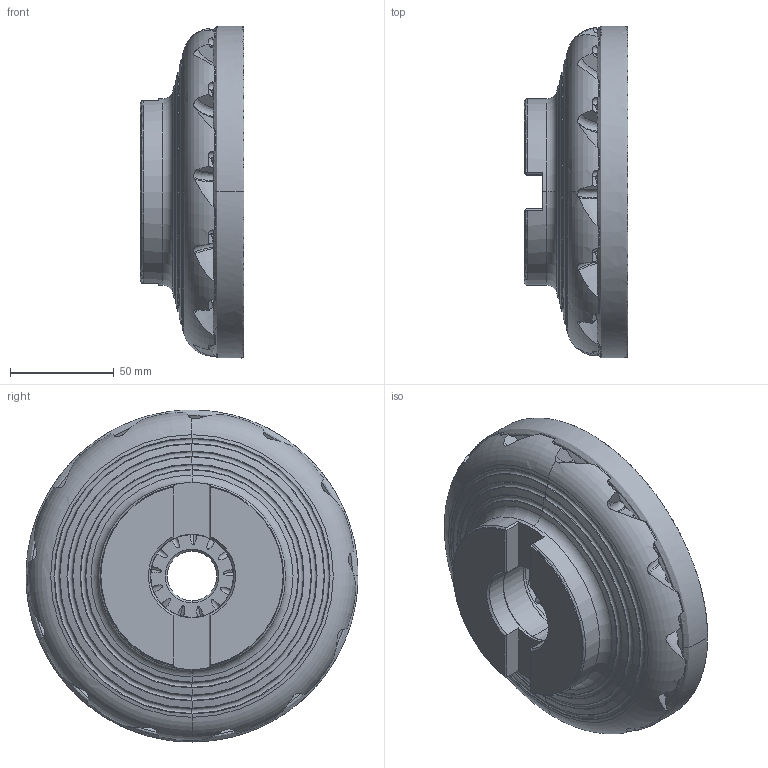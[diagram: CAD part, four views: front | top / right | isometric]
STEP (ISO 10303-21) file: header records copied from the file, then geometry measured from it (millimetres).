
FILE_DESCRIPTION (( 'STEP AP214' ), '1' );
FILE_NAME ('90PP_160_723_13.STEP', '2016-07-19T13:56:36', ( '' ), ( '' ), 'SwSTEP 2.0', 'SolidWorks 2016', '' );
FILE_SCHEMA (( 'AUTOMOTIVE_DESIGN' ));
Length unit declared in the file: millimetre
Products named in the file (1): 90PP_160_723_13
Bounding box: 50.04 x 159.99 x 160 mm (x, y, z)
Volume: 613647.2 mm3; surface area: 76970.2 mm2
Topology: 1 solids, 1 shells, 917 faces, 2865 edges, 1834 vertices
Faces by surface type: cylinder 379, plane 279, torus 91, cone 85, sphere 65, bspline 18
Entity records: 40007 total; most frequent: CARTESIAN_POINT 17045, ORIENTED_EDGE 5574, DIRECTION 4024, EDGE_CURVE 2787, VERTEX_POINT 1795, AXIS2_PLACEMENT_3D 1636, B_SPLINE_CURVE_WITH_KNOTS 1014, EDGE_LOOP 920
